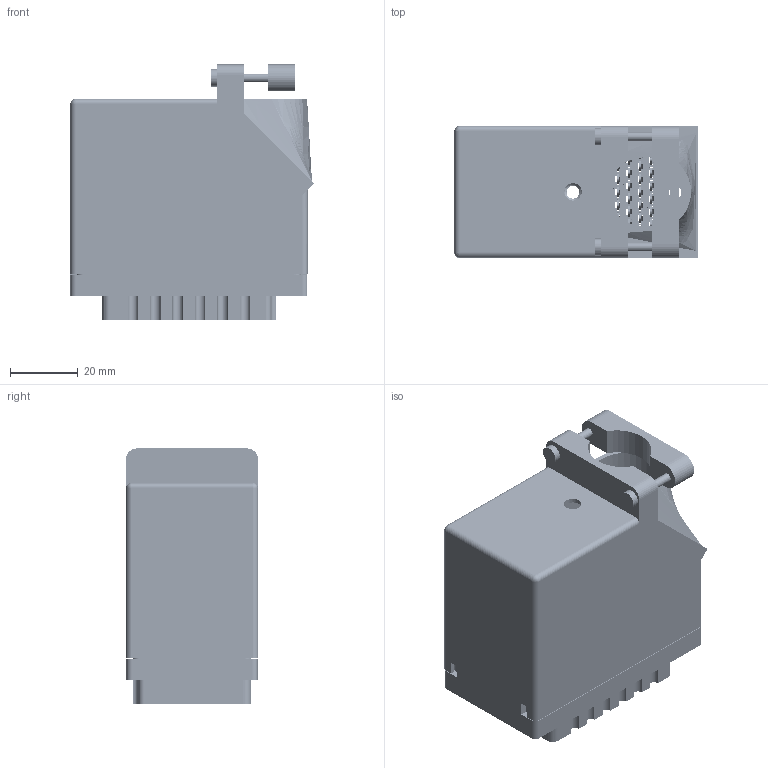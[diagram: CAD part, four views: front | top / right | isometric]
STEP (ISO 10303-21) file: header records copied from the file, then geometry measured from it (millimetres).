
FILE_DESCRIPTION (( 'STEP AP203' ), '1' );
FILE_NAME ('516-120-540-216.STEP', '2020-03-07T02:07:04', ( '' ), ( '' ), 'SwSTEP 2.0', 'SolidWorks 2016', '' );
FILE_SCHEMA (( 'CONFIG_CONTROL_DESIGN' ));
Length unit declared in the file: inch
Products named in the file (5): 516-230-001_Plastic - 120 Top Entry; 516-120-540-216; 516-292-001_540 Contact; 516-252-095-100; 516 Part Receptacle_120
Assembly tree (123 placements, depth 2):
  516-120-540-216
    516 Part Receptacle_120
    516-292-001_540 Contact  x120
    516-230-001_Plastic - 120 Top Entry
    516-252-095-100
Bounding box: 71.77 x 38.86 x 75.21 mm (x, y, z)
Volume: 52861.7 mm3; surface area: 90377.8 mm2
Topology: 123 solids, 123 shells, 11248 faces, 32681 edges, 21701 vertices
Faces by surface type: plane 6879, cylinder 3626, bspline 729, cone 12, sphere 2
Entity records: 96555 total; most frequent: CARTESIAN_POINT 18402, ORIENTED_EDGE 15854, DIRECTION 15425, EDGE_CURVE 7927, VECTOR 5839, LINE 5839, VERTEX_POINT 5279, AXIS2_PLACEMENT_3D 4793
